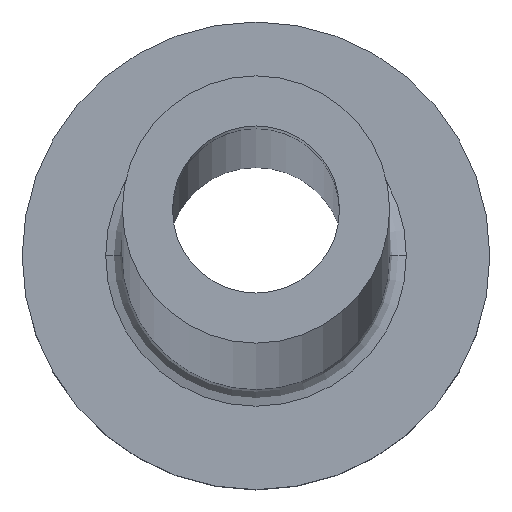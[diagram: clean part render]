
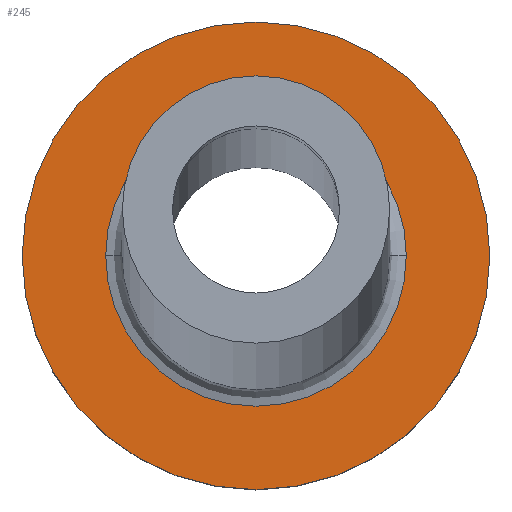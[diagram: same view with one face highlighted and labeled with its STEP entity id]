
A CAD part, top view. The second image highlights one B-rep face of the part: STEP entity #245.
In plain terms, the highlighted planar face has unit normal (0, 0, 1).
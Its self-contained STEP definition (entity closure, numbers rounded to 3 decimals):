
#4 = ORIENTED_EDGE ( 'NONE', *, *, #53, .T. ) ;
#7 = PLANE ( 'NONE',  #70 ) ;
#29 = DIRECTION ( 'NONE',  ( 0., 0., -1. ) ) ;
#33 = VERTEX_POINT ( 'NONE', #127 ) ;
#38 = DIRECTION ( 'NONE',  ( 1., 0., 0. ) ) ;
#39 = EDGE_CURVE ( 'NONE', #386, #115, #68, .T. ) ;
#53 = EDGE_CURVE ( 'NONE', #33, #110, #366, .T. ) ;
#67 = CARTESIAN_POINT ( 'NONE',  ( -7., 0., 5. ) ) ;
#68 = CIRCLE ( 'NONE', #426, 4.5 ) ;
#70 = AXIS2_PLACEMENT_3D ( 'NONE', #173, #140, #111 ) ;
#98 = CARTESIAN_POINT ( 'NONE',  ( 0., 0., 5. ) ) ;
#105 = CIRCLE ( 'NONE', #241, 4.5 ) ;
#110 = VERTEX_POINT ( 'NONE', #67 ) ;
#111 = DIRECTION ( 'NONE',  ( 1., 0., 0. ) ) ;
#115 = VERTEX_POINT ( 'NONE', #409 ) ;
#127 = CARTESIAN_POINT ( 'NONE',  ( 7., 0., 5. ) ) ;
#140 = DIRECTION ( 'NONE',  ( 0., 0., 1. ) ) ;
#149 = AXIS2_PLACEMENT_3D ( 'NONE', #202, #244, #350 ) ;
#162 = CIRCLE ( 'NONE', #149, 7. ) ;
#165 = CARTESIAN_POINT ( 'NONE',  ( -4.5, 0., 5. ) ) ;
#173 = CARTESIAN_POINT ( 'NONE',  ( 0., 0., 5. ) ) ;
#179 = EDGE_LOOP ( 'NONE', ( #200, #4 ) ) ;
#183 = FACE_OUTER_BOUND ( 'NONE', #179, .T. ) ;
#200 = ORIENTED_EDGE ( 'NONE', *, *, #391, .T. ) ;
#202 = CARTESIAN_POINT ( 'NONE',  ( 0., 0., 5. ) ) ;
#204 = EDGE_CURVE ( 'NONE', #115, #386, #105, .T. ) ;
#220 = AXIS2_PLACEMENT_3D ( 'NONE', #263, #383, #38 ) ;
#241 = AXIS2_PLACEMENT_3D ( 'NONE', #98, #270, #424 ) ;
#244 = DIRECTION ( 'NONE',  ( 0., 0., 1. ) ) ;
#245 = ADVANCED_FACE ( 'NONE', ( #370, #183 ), #7, .T. ) ;
#263 = CARTESIAN_POINT ( 'NONE',  ( 0., 0., 5. ) ) ;
#270 = DIRECTION ( 'NONE',  ( 0., 0., -1. ) ) ;
#280 = EDGE_LOOP ( 'NONE', ( #318, #327 ) ) ;
#307 = CARTESIAN_POINT ( 'NONE',  ( 0., 0., 5. ) ) ;
#318 = ORIENTED_EDGE ( 'NONE', *, *, #204, .T. ) ;
#327 = ORIENTED_EDGE ( 'NONE', *, *, #39, .T. ) ;
#344 = DIRECTION ( 'NONE',  ( 1., 0., 0. ) ) ;
#350 = DIRECTION ( 'NONE',  ( 1., 0., 0. ) ) ;
#366 = CIRCLE ( 'NONE', #220, 7. ) ;
#370 = FACE_BOUND ( 'NONE', #280, .T. ) ;
#383 = DIRECTION ( 'NONE',  ( 0., 0., 1. ) ) ;
#386 = VERTEX_POINT ( 'NONE', #165 ) ;
#391 = EDGE_CURVE ( 'NONE', #110, #33, #162, .T. ) ;
#409 = CARTESIAN_POINT ( 'NONE',  ( 4.5, 0., 5. ) ) ;
#424 = DIRECTION ( 'NONE',  ( 1., 0., 0. ) ) ;
#426 = AXIS2_PLACEMENT_3D ( 'NONE', #307, #29, #344 ) ;
